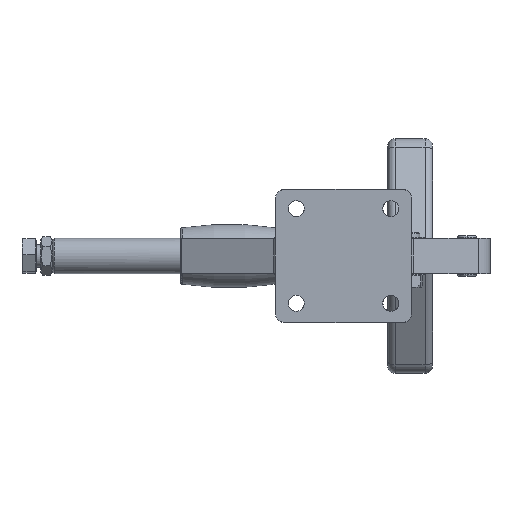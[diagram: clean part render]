
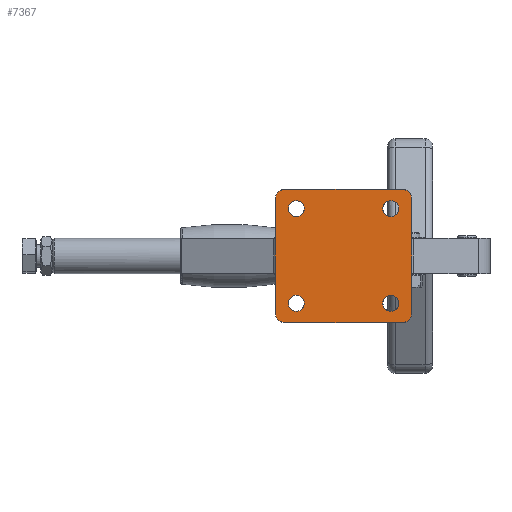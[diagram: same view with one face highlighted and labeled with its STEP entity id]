
A CAD part, front view. The second image highlights one B-rep face of the part: STEP entity #7367.
In plain terms, the highlighted planar face has unit normal (0, -1, 0).
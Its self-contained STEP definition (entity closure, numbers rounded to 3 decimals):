
#5167 = VERTEX_POINT ( 'NONE', #40575 ) ;
#5181 = VERTEX_POINT ( 'NONE', #40560 ) ;
#5297 = VERTEX_POINT ( 'NONE', #40435 ) ;
#5320 = VERTEX_POINT ( 'NONE', #40411 ) ;
#5656 = VERTEX_POINT ( 'NONE', #40053 ) ;
#5669 = VERTEX_POINT ( 'NONE', #40040 ) ;
#5714 = VERTEX_POINT ( 'NONE', #39991 ) ;
#5835 = VERTEX_POINT ( 'NONE', #39859 ) ;
#5919 = VERTEX_POINT ( 'NONE', #39772 ) ;
#6004 = VERTEX_POINT ( 'NONE', #39681 ) ;
#6025 = VERTEX_POINT ( 'NONE', #39658 ) ;
#6059 = VERTEX_POINT ( 'NONE', #39616 ) ;
#6104 = VERTEX_POINT ( 'NONE', #39569 ) ;
#6127 = VERTEX_POINT ( 'NONE', #39546 ) ;
#6138 = VERTEX_POINT ( 'NONE', #39535 ) ;
#6139 = VERTEX_POINT ( 'NONE', #39534 ) ;
#7367 = ADVANCED_FACE ( 'NONE', ( #20210, #20216, #20204, #20214, #20208 ), #18761, .F. ) ;
#8367 = AXIS2_PLACEMENT_3D ( 'NONE', #37750, #37747, #37748 ) ;
#8368 = AXIS2_PLACEMENT_3D ( 'NONE', #37740, #37741, #37737 ) ;
#8369 = AXIS2_PLACEMENT_3D ( 'NONE', #37734, #37735, #37736 ) ;
#8370 = AXIS2_PLACEMENT_3D ( 'NONE', #37732, #37730, #37731 ) ;
#8371 = AXIS2_PLACEMENT_3D ( 'NONE', #37728, #37729, #37726 ) ;
#8372 = AXIS2_PLACEMENT_3D ( 'NONE', #37723, #37724, #37725 ) ;
#8373 = AXIS2_PLACEMENT_3D ( 'NONE', #37722, #37719, #37720 ) ;
#15798 = EDGE_LOOP ( 'NONE', ( #23962, #23956, #23953, #23946, #23941, #23934, #23930, #23922 ) ) ;
#15810 = EDGE_LOOP ( 'NONE', ( #23986, #23981 ) ) ;
#15822 = EDGE_LOOP ( 'NONE', ( #24009, #24002 ) ) ;
#15826 = EDGE_LOOP ( 'NONE', ( #23973, #23968 ) ) ;
#15880 = EDGE_LOOP ( 'NONE', ( #23999, #23995 ) ) ;
#18757 = DIRECTION ( 'NONE',  ( 0., 0., 1. ) ) ;
#18761 = PLANE ( 'NONE',  #41117 ) ;
#18764 = DIRECTION ( 'NONE',  ( 0., 1., 0. ) ) ;
#18765 = CARTESIAN_POINT ( 'NONE',  ( 0., 0., 0. ) ) ;
#20204 = FACE_BOUND ( 'NONE', #15810, .T. ) ;
#20208 = FACE_OUTER_BOUND ( 'NONE', #15798, .T. ) ;
#20210 = FACE_BOUND ( 'NONE', #15822, .T. ) ;
#20214 = FACE_BOUND ( 'NONE', #15826, .T. ) ;
#20216 = FACE_BOUND ( 'NONE', #15880, .T. ) ;
#23922 = ORIENTED_EDGE ( 'NONE', *, *, #38820, .T. ) ;
#23930 = ORIENTED_EDGE ( 'NONE', *, *, #38823, .T. ) ;
#23934 = ORIENTED_EDGE ( 'NONE', *, *, #38824, .T. ) ;
#23941 = ORIENTED_EDGE ( 'NONE', *, *, #38840, .F. ) ;
#23946 = ORIENTED_EDGE ( 'NONE', *, *, #38825, .T. ) ;
#23953 = ORIENTED_EDGE ( 'NONE', *, *, #38826, .T. ) ;
#23956 = ORIENTED_EDGE ( 'NONE', *, *, #38827, .T. ) ;
#23962 = ORIENTED_EDGE ( 'NONE', *, *, #38846, .F. ) ;
#23968 = ORIENTED_EDGE ( 'NONE', *, *, #39023, .T. ) ;
#23973 = ORIENTED_EDGE ( 'NONE', *, *, #38828, .T. ) ;
#23981 = ORIENTED_EDGE ( 'NONE', *, *, #39029, .T. ) ;
#23986 = ORIENTED_EDGE ( 'NONE', *, *, #38829, .T. ) ;
#23995 = ORIENTED_EDGE ( 'NONE', *, *, #39036, .T. ) ;
#23999 = ORIENTED_EDGE ( 'NONE', *, *, #38831, .T. ) ;
#24002 = ORIENTED_EDGE ( 'NONE', *, *, #39039, .T. ) ;
#24009 = ORIENTED_EDGE ( 'NONE', *, *, #38833, .T. ) ;
#30113 = CIRCLE ( 'NONE', #8367, 5. ) ;
#30129 = CIRCLE ( 'NONE', #8372, 4.3 ) ;
#30132 = LINE ( 'NONE', #37743, #30135 ) ;
#30134 = CIRCLE ( 'NONE', #8368, 5. ) ;
#30135 = VECTOR ( 'NONE', #37744, 1000. ) ;
#30136 = CIRCLE ( 'NONE', #8369, 5. ) ;
#30137 = LINE ( 'NONE', #37742, #30139 ) ;
#30138 = CIRCLE ( 'NONE', #8370, 5. ) ;
#30139 = VECTOR ( 'NONE', #37739, 1000. ) ;
#30140 = CIRCLE ( 'NONE', #8371, 4.3 ) ;
#30143 = CIRCLE ( 'NONE', #8373, 4.3 ) ;
#30146 = CIRCLE ( 'NONE', #41227, 4.3 ) ;
#30150 = LINE ( 'NONE', #37708, #30160 ) ;
#30160 = VECTOR ( 'NONE', #37698, 1000. ) ;
#30163 = LINE ( 'NONE', #37700, #30172 ) ;
#30172 = VECTOR ( 'NONE', #37688, 1000. ) ;
#34172 = AXIS2_PLACEMENT_3D ( 'NONE', #35950, #35951, #35952 ) ;
#34173 = AXIS2_PLACEMENT_3D ( 'NONE', #35965, #35966, #35967 ) ;
#34174 = AXIS2_PLACEMENT_3D ( 'NONE', #35982, #35983, #35984 ) ;
#34175 = AXIS2_PLACEMENT_3D ( 'NONE', #35992, #35993, #35994 ) ;
#34812 = CIRCLE ( 'NONE', #34172, 4.3 ) ;
#34819 = CIRCLE ( 'NONE', #34173, 4.3 ) ;
#34831 = CIRCLE ( 'NONE', #34174, 4.3 ) ;
#34836 = CIRCLE ( 'NONE', #34175, 4.3 ) ;
#35950 = CARTESIAN_POINT ( 'NONE',  ( -21., 0., -25.4 ) ) ;
#35951 = DIRECTION ( 'NONE',  ( 0., 1., 0. ) ) ;
#35952 = DIRECTION ( 'NONE',  ( 0., 0., 1. ) ) ;
#35965 = CARTESIAN_POINT ( 'NONE',  ( 29.8, 0., -25.4 ) ) ;
#35966 = DIRECTION ( 'NONE',  ( 0., 1., 0. ) ) ;
#35967 = DIRECTION ( 'NONE',  ( 0., 0., 1. ) ) ;
#35982 = CARTESIAN_POINT ( 'NONE',  ( -21., 0., 25.4 ) ) ;
#35983 = DIRECTION ( 'NONE',  ( 0., 1., 0. ) ) ;
#35984 = DIRECTION ( 'NONE',  ( 0., 0., 1. ) ) ;
#35992 = CARTESIAN_POINT ( 'NONE',  ( 29.8, 0., 25.4 ) ) ;
#35993 = DIRECTION ( 'NONE',  ( 0., 1., 0. ) ) ;
#35994 = DIRECTION ( 'NONE',  ( 0., 0., 1. ) ) ;
#37688 = DIRECTION ( 'NONE',  ( -1., 0., 0. ) ) ;
#37698 = DIRECTION ( 'NONE',  ( 1., 0., 0. ) ) ;
#37700 = CARTESIAN_POINT ( 'NONE',  ( -83., 0., -35.7 ) ) ;
#37708 = CARTESIAN_POINT ( 'NONE',  ( -83., 0., 35.7 ) ) ;
#37714 = DIRECTION ( 'NONE',  ( 0., 0., 1. ) ) ;
#37716 = CARTESIAN_POINT ( 'NONE',  ( 29.8, 0., 25.4 ) ) ;
#37717 = DIRECTION ( 'NONE',  ( 0., 1., 0. ) ) ;
#37719 = DIRECTION ( 'NONE',  ( 0., 1., 0. ) ) ;
#37720 = DIRECTION ( 'NONE',  ( 0., 0., 1. ) ) ;
#37722 = CARTESIAN_POINT ( 'NONE',  ( -21., 0., 25.4 ) ) ;
#37723 = CARTESIAN_POINT ( 'NONE',  ( 29.8, 0., -25.4 ) ) ;
#37724 = DIRECTION ( 'NONE',  ( 0., 1., 0. ) ) ;
#37725 = DIRECTION ( 'NONE',  ( 0., 0., 1. ) ) ;
#37726 = DIRECTION ( 'NONE',  ( 0., 0., 1. ) ) ;
#37728 = CARTESIAN_POINT ( 'NONE',  ( -21., 0., -25.4 ) ) ;
#37729 = DIRECTION ( 'NONE',  ( 0., 1., 0. ) ) ;
#37730 = DIRECTION ( 'NONE',  ( 0., -1., 0. ) ) ;
#37731 = DIRECTION ( 'NONE',  ( 0., 0., 1. ) ) ;
#37732 = CARTESIAN_POINT ( 'NONE',  ( 36., 0., -30.7 ) ) ;
#37734 = CARTESIAN_POINT ( 'NONE',  ( 36., 0., 30.7 ) ) ;
#37735 = DIRECTION ( 'NONE',  ( 0., -1., 0. ) ) ;
#37736 = DIRECTION ( 'NONE',  ( 0., 0., 1. ) ) ;
#37737 = DIRECTION ( 'NONE',  ( 0., 0., 1. ) ) ;
#37739 = DIRECTION ( 'NONE',  ( 0., 0., 1. ) ) ;
#37740 = CARTESIAN_POINT ( 'NONE',  ( -27.2, 0., 30.7 ) ) ;
#37741 = DIRECTION ( 'NONE',  ( 0., -1., 0. ) ) ;
#37742 = CARTESIAN_POINT ( 'NONE',  ( 41., 0., 0. ) ) ;
#37743 = CARTESIAN_POINT ( 'NONE',  ( -32.2, 0., 0. ) ) ;
#37744 = DIRECTION ( 'NONE',  ( 0., 0., -1. ) ) ;
#37747 = DIRECTION ( 'NONE',  ( 0., -1., 0. ) ) ;
#37748 = DIRECTION ( 'NONE',  ( 0., 0., 1. ) ) ;
#37750 = CARTESIAN_POINT ( 'NONE',  ( -27.2, 0., -30.7 ) ) ;
#38820 = EDGE_CURVE ( 'NONE', #5669, #5835, #30113, .T. ) ;
#38823 = EDGE_CURVE ( 'NONE', #5181, #5669, #30132, .T. ) ;
#38824 = EDGE_CURVE ( 'NONE', #6059, #5181, #30134, .T. ) ;
#38825 = EDGE_CURVE ( 'NONE', #5714, #6025, #30136, .T. ) ;
#38826 = EDGE_CURVE ( 'NONE', #6004, #5714, #30137, .T. ) ;
#38827 = EDGE_CURVE ( 'NONE', #5656, #6004, #30138, .T. ) ;
#38828 = EDGE_CURVE ( 'NONE', #5919, #6139, #30140, .T. ) ;
#38829 = EDGE_CURVE ( 'NONE', #6104, #6138, #30129, .T. ) ;
#38831 = EDGE_CURVE ( 'NONE', #5320, #6127, #30143, .T. ) ;
#38833 = EDGE_CURVE ( 'NONE', #5167, #5297, #30146, .T. ) ;
#38840 = EDGE_CURVE ( 'NONE', #6059, #6025, #30150, .T. ) ;
#38846 = EDGE_CURVE ( 'NONE', #5656, #5835, #30163, .T. ) ;
#39023 = EDGE_CURVE ( 'NONE', #6139, #5919, #34812, .T. ) ;
#39029 = EDGE_CURVE ( 'NONE', #6138, #6104, #34819, .T. ) ;
#39036 = EDGE_CURVE ( 'NONE', #6127, #5320, #34831, .T. ) ;
#39039 = EDGE_CURVE ( 'NONE', #5297, #5167, #34836, .T. ) ;
#39534 = CARTESIAN_POINT ( 'NONE',  ( -21., 0., -29.7 ) ) ;
#39535 = CARTESIAN_POINT ( 'NONE',  ( 29.8, 0., -29.7 ) ) ;
#39546 = CARTESIAN_POINT ( 'NONE',  ( -21., 0., 21.1 ) ) ;
#39569 = CARTESIAN_POINT ( 'NONE',  ( 29.8, 0., -21.1 ) ) ;
#39616 = CARTESIAN_POINT ( 'NONE',  ( -27.2, 0., 35.7 ) ) ;
#39658 = CARTESIAN_POINT ( 'NONE',  ( 36., 0., 35.7 ) ) ;
#39681 = CARTESIAN_POINT ( 'NONE',  ( 41., 0., -30.7 ) ) ;
#39772 = CARTESIAN_POINT ( 'NONE',  ( -21., 0., -21.1 ) ) ;
#39859 = CARTESIAN_POINT ( 'NONE',  ( -27.2, 0., -35.7 ) ) ;
#39991 = CARTESIAN_POINT ( 'NONE',  ( 41., 0., 30.7 ) ) ;
#40040 = CARTESIAN_POINT ( 'NONE',  ( -32.2, 0., -30.7 ) ) ;
#40053 = CARTESIAN_POINT ( 'NONE',  ( 36., 0., -35.7 ) ) ;
#40411 = CARTESIAN_POINT ( 'NONE',  ( -21., 0., 29.7 ) ) ;
#40435 = CARTESIAN_POINT ( 'NONE',  ( 29.8, 0., 21.1 ) ) ;
#40560 = CARTESIAN_POINT ( 'NONE',  ( -32.2, 0., 30.7 ) ) ;
#40575 = CARTESIAN_POINT ( 'NONE',  ( 29.8, 0., 29.7 ) ) ;
#41117 = AXIS2_PLACEMENT_3D ( 'NONE', #18765, #18764, #18757 ) ;
#41227 = AXIS2_PLACEMENT_3D ( 'NONE', #37716, #37717, #37714 ) ;
